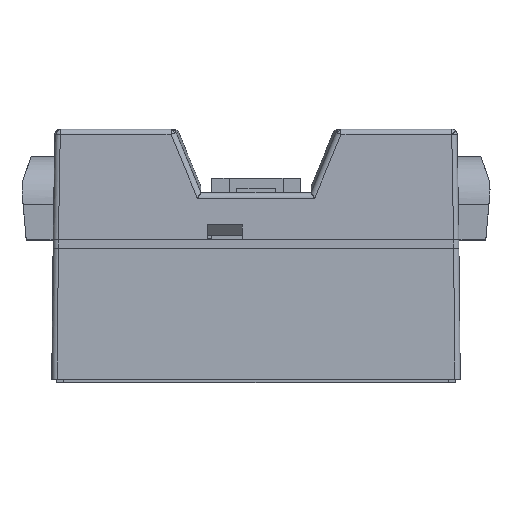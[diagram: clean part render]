
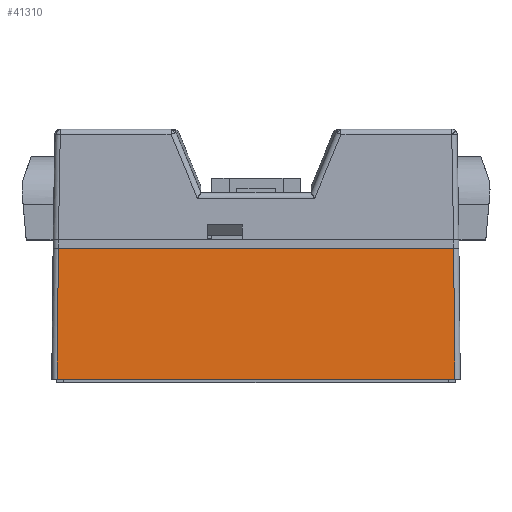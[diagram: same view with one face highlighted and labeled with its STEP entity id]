
A CAD part, top view. The second image highlights one B-rep face of the part: STEP entity #41310.
In plain terms, the highlighted planar face has unit normal (0, 0.031, 1).
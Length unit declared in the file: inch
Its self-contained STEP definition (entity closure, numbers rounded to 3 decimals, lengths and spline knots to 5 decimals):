
#2815 = CARTESIAN_POINT ( 'NONE',  ( -0.35728, 0.47927, 2.91593 ) ) ;
#3267 = ORIENTED_EDGE ( 'NONE', *, *, #9725, .T. ) ;
#4295 = CARTESIAN_POINT ( 'NONE',  ( 1.88875, 0.47927, 2.91593 ) ) ;
#5350 = LINE ( 'NONE', #21522, #21803 ) ;
#6506 = CARTESIAN_POINT ( 'NONE',  ( 1.89632, -0.25573, 2.93845 ) ) ;
#8779 = AXIS2_PLACEMENT_3D ( 'NONE', #37331, #17664, #40636 ) ;
#9106 = CARTESIAN_POINT ( 'NONE',  ( -0.33627, 0.47927, 2.91593 ) ) ;
#9404 = DIRECTION ( 'NONE',  ( -1., 0., 0. ) ) ;
#9725 = EDGE_CURVE ( 'NONE', #39127, #10996, #17551, .T. ) ;
#10076 = ORIENTED_EDGE ( 'NONE', *, *, #36118, .T. ) ;
#10996 = VERTEX_POINT ( 'NONE', #6506 ) ;
#13967 = DIRECTION ( 'NONE',  ( 1., 0., 0. ) ) ;
#15150 = CARTESIAN_POINT ( 'NONE',  ( -0.33627, 0.47927, 2.91593 ) ) ;
#15469 = ORIENTED_EDGE ( 'NONE', *, *, #23873, .T. ) ;
#16257 = VERTEX_POINT ( 'NONE', #4295 ) ;
#17524 = PLANE ( 'NONE',  #8779 ) ;
#17551 = LINE ( 'NONE', #30341, #33981 ) ;
#17664 = DIRECTION ( 'NONE',  ( 0., 0.031, 1. ) ) ;
#19012 = CARTESIAN_POINT ( 'NONE',  ( -0.34384, -0.25573, 2.93845 ) ) ;
#19342 = VECTOR ( 'NONE', #41864, 39.37008 ) ;
#21522 = CARTESIAN_POINT ( 'NONE',  ( 1.89632, -0.25573, 2.93845 ) ) ;
#21585 = EDGE_CURVE ( 'NONE', #27761, #39127, #28100, .T. ) ;
#21803 = VECTOR ( 'NONE', #24817, 39.37008 ) ;
#23873 = EDGE_CURVE ( 'NONE', #16257, #27761, #34704, .T. ) ;
#24817 = DIRECTION ( 'NONE',  ( -0.01, 0.999, -0.031 ) ) ;
#24952 = VECTOR ( 'NONE', #9404, 39.37008 ) ;
#27730 = EDGE_LOOP ( 'NONE', ( #3267, #10076, #15469, #30763 ) ) ;
#27761 = VERTEX_POINT ( 'NONE', #9106 ) ;
#28100 = LINE ( 'NONE', #15150, #19342 ) ;
#30341 = CARTESIAN_POINT ( 'NONE',  ( -0.35728, -0.25573, 2.93845 ) ) ;
#30763 = ORIENTED_EDGE ( 'NONE', *, *, #21585, .T. ) ;
#33981 = VECTOR ( 'NONE', #13967, 39.37008 ) ;
#34704 = LINE ( 'NONE', #2815, #24952 ) ;
#36118 = EDGE_CURVE ( 'NONE', #10996, #16257, #5350, .T. ) ;
#37331 = CARTESIAN_POINT ( 'NONE',  ( -0.35728, 0.47927, 2.91593 ) ) ;
#39111 = FACE_OUTER_BOUND ( 'NONE', #27730, .T. ) ;
#39127 = VERTEX_POINT ( 'NONE', #19012 ) ;
#40636 = DIRECTION ( 'NONE',  ( 0., -1., 0.031 ) ) ;
#41310 = ADVANCED_FACE ( 'NONE', ( #39111 ), #17524, .T. ) ;
#41864 = DIRECTION ( 'NONE',  ( -0.01, -0.999, 0.031 ) ) ;
